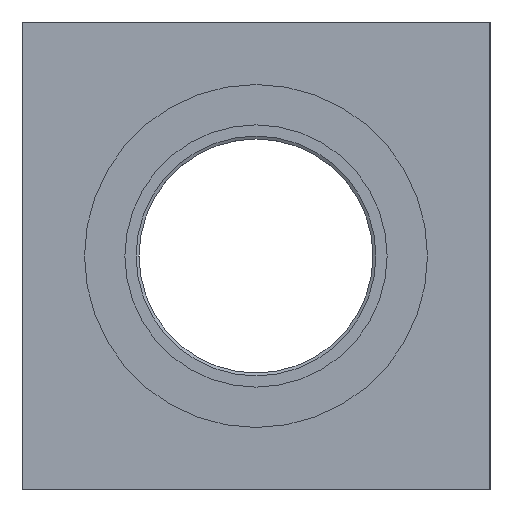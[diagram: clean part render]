
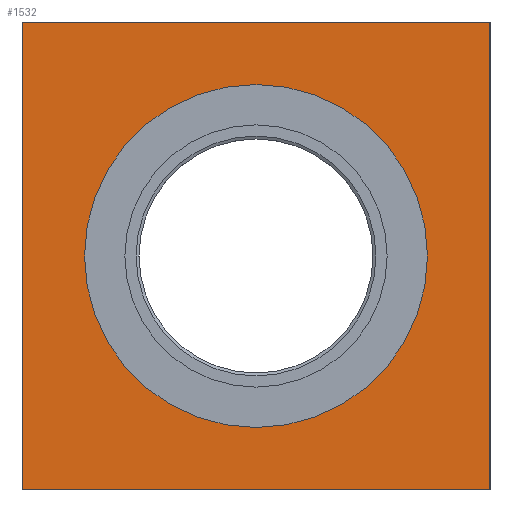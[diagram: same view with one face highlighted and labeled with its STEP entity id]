
A CAD part, left-side view. The second image highlights one B-rep face of the part: STEP entity #1532.
In plain terms, the highlighted planar face has unit normal (-1, 0, 0).
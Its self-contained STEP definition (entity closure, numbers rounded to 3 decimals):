
#959=CARTESIAN_POINT('',(0.0,44.45,77.026));
#960=VERTEX_POINT('',#959);
#961=CARTESIAN_POINT('',(0.0,44.45,44.45));
#962=DIRECTION('',(1.0,0.0,0.0));
#963=DIRECTION('',(0.0,0.0,1.0));
#964=AXIS2_PLACEMENT_3D('',#961,#962,#963);
#965=CIRCLE('',#964,32.576);
#966=EDGE_CURVE('',#960,#960,#965,.T.);
#1490=CARTESIAN_POINT('',(0.0,0.0,0.0));
#1491=DIRECTION('',(-1.0,0.0,0.0));
#1492=DIRECTION('',(0.0,0.0,1.0));
#1493=AXIS2_PLACEMENT_3D('',#1490,#1491,#1492);
#1494=PLANE('',#1493);
#1495=CARTESIAN_POINT('',(0.0,0.0,88.9));
#1496=VERTEX_POINT('',#1495);
#1497=CARTESIAN_POINT('',(0.0,88.9,88.9));
#1498=VERTEX_POINT('',#1497);
#1499=CARTESIAN_POINT('',(0.0,0.0,88.9));
#1500=DIRECTION('',(0.0,1.0,0.0));
#1501=VECTOR('',#1500,88.9);
#1502=LINE('',#1499,#1501);
#1503=EDGE_CURVE('',#1496,#1498,#1502,.T.);
#1504=ORIENTED_EDGE('',*,*,#1503,.T.);
#1505=CARTESIAN_POINT('',(0.0,88.9,0.0));
#1506=VERTEX_POINT('',#1505);
#1507=CARTESIAN_POINT('',(0.0,88.9,0.0));
#1508=DIRECTION('',(0.0,0.0,1.0));
#1509=VECTOR('',#1508,88.9);
#1510=LINE('',#1507,#1509);
#1511=EDGE_CURVE('',#1506,#1498,#1510,.T.);
#1512=ORIENTED_EDGE('',*,*,#1511,.F.);
#1513=CARTESIAN_POINT('',(0.0,0.0,0.0));
#1514=VERTEX_POINT('',#1513);
#1515=CARTESIAN_POINT('',(0.0,88.9,0.0));
#1516=DIRECTION('',(0.0,-1.0,0.0));
#1517=VECTOR('',#1516,88.9);
#1518=LINE('',#1515,#1517);
#1519=EDGE_CURVE('',#1506,#1514,#1518,.T.);
#1520=ORIENTED_EDGE('',*,*,#1519,.T.);
#1521=CARTESIAN_POINT('',(0.0,0.0,0.0));
#1522=DIRECTION('',(0.0,0.0,1.0));
#1523=VECTOR('',#1522,88.9);
#1524=LINE('',#1521,#1523);
#1525=EDGE_CURVE('',#1514,#1496,#1524,.T.);
#1526=ORIENTED_EDGE('',*,*,#1525,.T.);
#1527=EDGE_LOOP('',(#1504,#1512,#1520,#1526));
#1528=FACE_OUTER_BOUND('',#1527,.T.);
#1529=ORIENTED_EDGE('',*,*,#966,.T.);
#1530=EDGE_LOOP('',(#1529));
#1531=FACE_BOUND('',#1530,.T.);
#1532=ADVANCED_FACE('',(#1528,#1531),#1494,.T.);
